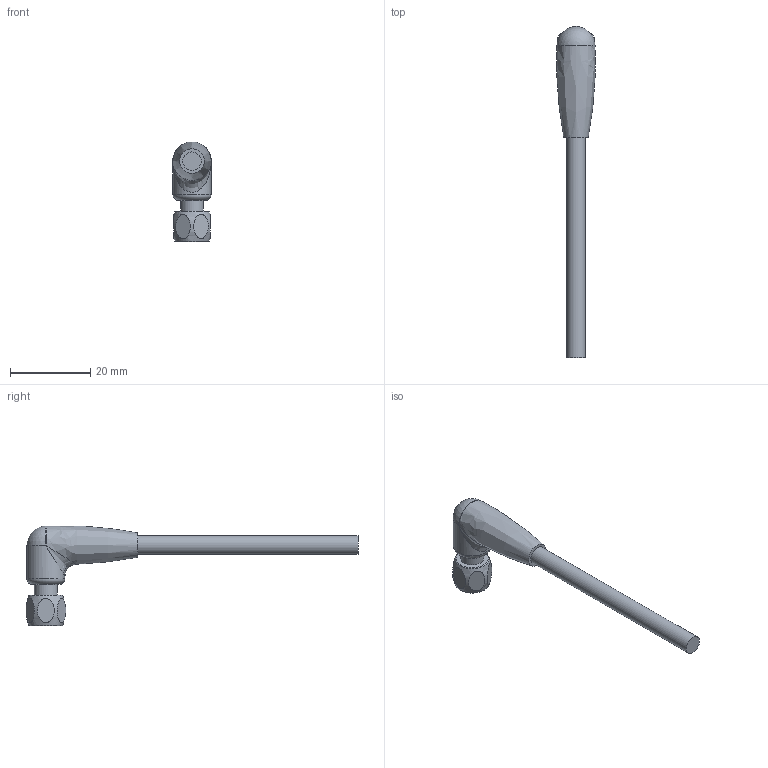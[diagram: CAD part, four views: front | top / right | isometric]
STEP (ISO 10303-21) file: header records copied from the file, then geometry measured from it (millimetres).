
FILE_DESCRIPTION(/* description */ (''),/* implementation_level */ '2;1');
FILE_NAME(/* name */ '5025235__Umspritzung_part_269982_stp.stp',/* time_stamp */ '2016-04-20T09:31:39+02:00',/* author */ (''),/* organization */ (''),/* preprocessor_version */ 'ST-DEVELOPER v16',/* originating_system */ 'SIEMENS PLM Software NX 10.0',/* authorisation */ '');
FILE_SCHEMA (('AUTOMOTIVE_DESIGN { 1 0 10303 214 3 1 1 1 }'));
Length unit declared in the file: millimetre
Products named in the file (1): 5025235__Umspritzung_part_269982_stp
Bounding box: 9.65 x 82.96 x 24.95 mm (x, y, z)
Volume: 3439.9 mm3; surface area: 2331.9 mm2
Topology: 1 solids, 1 shells, 34 faces, 62 edges, 43 vertices
Faces by surface type: plane 15, cylinder 8, torus 6, bspline 3, cone 1, sphere 1
Full cylindrical faces by diameter (mm): 1.1 x3, 4.6 x1, 5.7 x2, 7.2 x1, 9.5 x1
Entity records: 1039 total; most frequent: CARTESIAN_POINT 463, DIRECTION 120, ORIENTED_EDGE 72, EDGE_LOOP 63, AXIS2_PLACEMENT_3D 60, FACE_BOUND 50, EDGE_CURVE 36, ADVANCED_FACE 34
